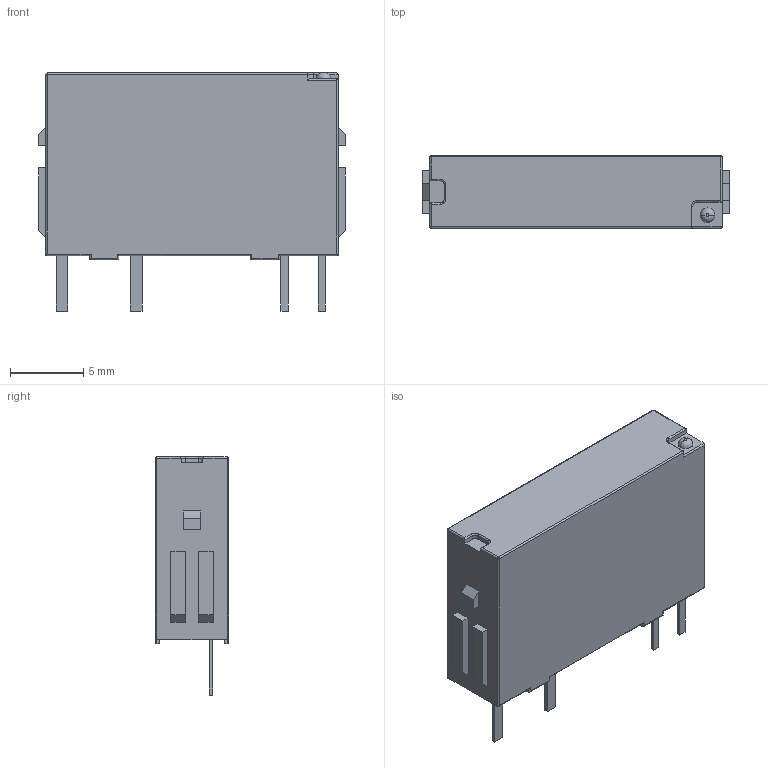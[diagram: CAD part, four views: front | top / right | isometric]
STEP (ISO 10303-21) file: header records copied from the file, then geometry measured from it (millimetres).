
FILE_DESCRIPTION (( 'STEP AP214' ), '1' );
FILE_NAME ('RELAY-TH_PANASONIC_APAN31XX.STEP', '2021-10-24T12:23:56', ( '' ), ( '' ), 'SwSTEP 2.0', 'SolidWorks 2020', '' );
FILE_SCHEMA (( 'AUTOMOTIVE_DESIGN' ));
Length unit declared in the file: millimetre
Products named in the file (1): RELAY-TH_PANASONIC_APAN31XX
Bounding box: 21 x 5 x 16.3 mm (x, y, z)
Volume: 1261.4 mm3; surface area: 877.8 mm2
Topology: 1 solids, 1 shells, 184 faces, 453 edges, 285 vertices
Faces by surface type: plane 124, cylinder 37, bspline 14, torus 5, sphere 4
Entity records: 7546 total; most frequent: CARTESIAN_POINT 1404, ORIENTED_EDGE 898, DIRECTION 728, EDGE_CURVE 449, LINE 320, VECTOR 320, VERTEX_POINT 285, AXIS2_PLACEMENT_3D 204
